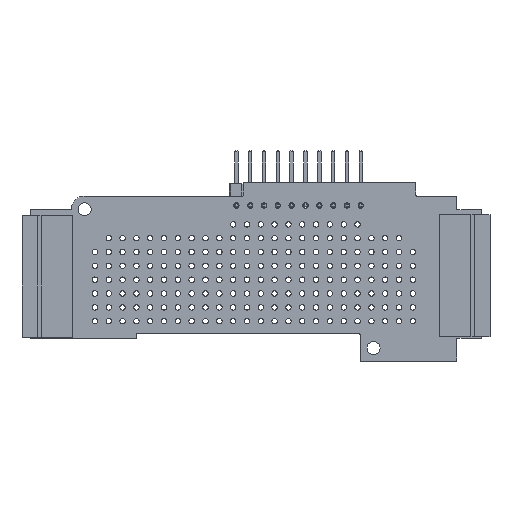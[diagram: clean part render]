
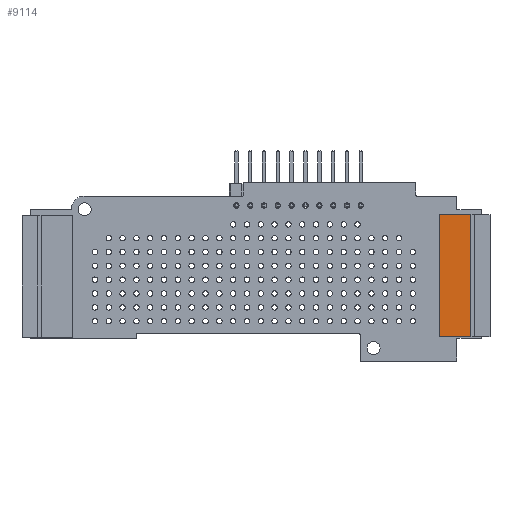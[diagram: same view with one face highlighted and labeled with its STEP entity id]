
A CAD part, top view. The second image highlights one B-rep face of the part: STEP entity #9114.
In plain terms, the highlighted planar face has unit normal (0, 0, 1).
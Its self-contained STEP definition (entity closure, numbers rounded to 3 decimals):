
#9046 = EDGE_CURVE('',#9047,#9049,#9051,.T.);
#9047 = VERTEX_POINT('',#9048);
#9048 = CARTESIAN_POINT('',(-2.45,1.2,7.25));
#9049 = VERTEX_POINT('',#9050);
#9050 = CARTESIAN_POINT('',(-2.45,-4.5,7.25));
#9051 = LINE('',#9052,#9053);
#9052 = CARTESIAN_POINT('',(-2.45,1.2,7.25));
#9053 = VECTOR('',#9054,1.);
#9054 = DIRECTION('',(0.,-1.,0.));
#9114 = ADVANCED_FACE('',(#9115),#9140,.F.);
#9115 = FACE_BOUND('',#9116,.F.);
#9116 = EDGE_LOOP('',(#9117,#9125,#9133,#9139));
#9117 = ORIENTED_EDGE('',*,*,#9118,.F.);
#9118 = EDGE_CURVE('',#9119,#9047,#9121,.T.);
#9119 = VERTEX_POINT('',#9120);
#9120 = CARTESIAN_POINT('',(19.95,1.2,7.25));
#9121 = LINE('',#9122,#9123);
#9122 = CARTESIAN_POINT('',(19.95,1.2,7.25));
#9123 = VECTOR('',#9124,1.);
#9124 = DIRECTION('',(-1.,0.,0.));
#9125 = ORIENTED_EDGE('',*,*,#9126,.T.);
#9126 = EDGE_CURVE('',#9119,#9127,#9129,.T.);
#9127 = VERTEX_POINT('',#9128);
#9128 = CARTESIAN_POINT('',(19.95,-4.5,7.25));
#9129 = LINE('',#9130,#9131);
#9130 = CARTESIAN_POINT('',(19.95,1.2,7.25));
#9131 = VECTOR('',#9132,1.);
#9132 = DIRECTION('',(0.,-1.,0.));
#9133 = ORIENTED_EDGE('',*,*,#9134,.F.);
#9134 = EDGE_CURVE('',#9049,#9127,#9135,.T.);
#9135 = LINE('',#9136,#9137);
#9136 = CARTESIAN_POINT('',(-2.45,-4.5,7.25));
#9137 = VECTOR('',#9138,1.);
#9138 = DIRECTION('',(1.,0.,0.));
#9139 = ORIENTED_EDGE('',*,*,#9046,.F.);
#9140 = PLANE('',#9141);
#9141 = AXIS2_PLACEMENT_3D('',#9142,#9143,#9144);
#9142 = CARTESIAN_POINT('',(19.95,1.2,7.25));
#9143 = DIRECTION('',(0.,0.,-1.));
#9144 = DIRECTION('',(-1.,0.,0.));
